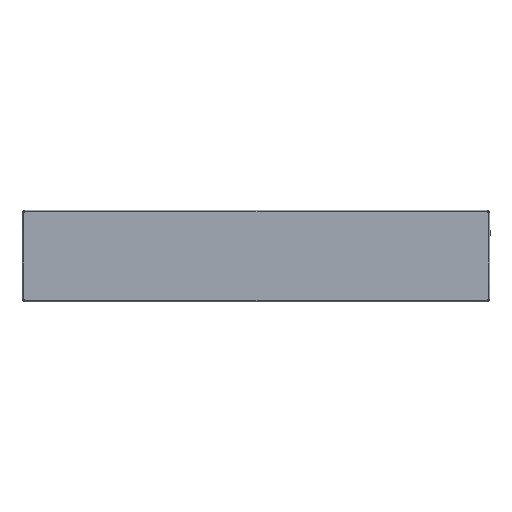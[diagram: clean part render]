
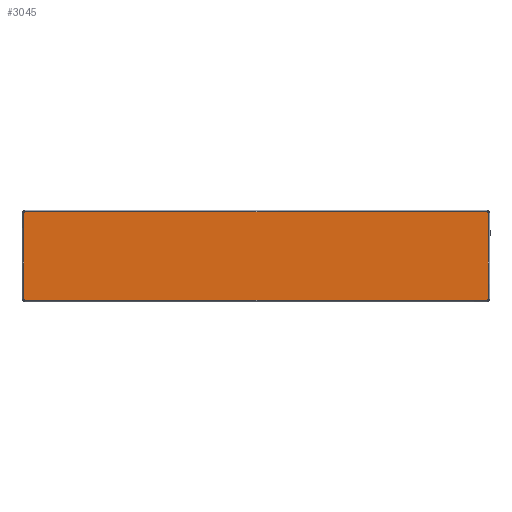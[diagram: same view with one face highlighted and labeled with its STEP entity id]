
A CAD part, top view. The second image highlights one B-rep face of the part: STEP entity #3045.
In plain terms, the highlighted planar face has unit normal (0, 0, 1).
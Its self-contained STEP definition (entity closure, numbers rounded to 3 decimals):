
#74 = LINE ( 'NONE', #1740, #617 ) ;
#145 = CARTESIAN_POINT ( 'NONE',  ( -499., -95., 0. ) ) ;
#162 = ORIENTED_EDGE ( 'NONE', *, *, #1472, .F. ) ;
#251 = AXIS2_PLACEMENT_3D ( 'NONE', #145, #3807, #3434 ) ;
#257 = VERTEX_POINT ( 'NONE', #3242 ) ;
#262 = AXIS2_PLACEMENT_3D ( 'NONE', #3420, #1454, #4027 ) ;
#387 = EDGE_CURVE ( 'NONE', #4245, #4163, #1739, .T. ) ;
#617 = VECTOR ( 'NONE', #2324, 1000. ) ;
#664 = LINE ( 'NONE', #3311, #2452 ) ;
#737 = ORIENTED_EDGE ( 'NONE', *, *, #797, .F. ) ;
#797 = EDGE_CURVE ( 'NONE', #4245, #1071, #3005, .T. ) ;
#844 = DIRECTION ( 'NONE',  ( 0., 0., 1. ) ) ;
#863 = ORIENTED_EDGE ( 'NONE', *, *, #2731, .T. ) ;
#867 = CARTESIAN_POINT ( 'NONE',  ( -499., -92.5, 0. ) ) ;
#871 = EDGE_LOOP ( 'NONE', ( #863, #4121, #2575, #162, #2216, #737, #3851, #1236 ) ) ;
#914 = DIRECTION ( 'NONE',  ( 0., 0., 1. ) ) ;
#1019 = AXIS2_PLACEMENT_3D ( 'NONE', #2441, #914, #2213 ) ;
#1045 = CARTESIAN_POINT ( 'NONE',  ( 499., -95., 0. ) ) ;
#1071 = VERTEX_POINT ( 'NONE', #3388 ) ;
#1236 = ORIENTED_EDGE ( 'NONE', *, *, #3931, .F. ) ;
#1339 = DIRECTION ( 'NONE',  ( 0., 1., 0. ) ) ;
#1361 = DIRECTION ( 'NONE',  ( -1., 0., 0. ) ) ;
#1454 = DIRECTION ( 'NONE',  ( 0., 0., -1. ) ) ;
#1472 = EDGE_CURVE ( 'NONE', #2257, #4106, #3832, .T. ) ;
#1563 = VERTEX_POINT ( 'NONE', #3555 ) ;
#1643 = EDGE_CURVE ( 'NONE', #4037, #4106, #664, .T. ) ;
#1732 = DIRECTION ( 'NONE',  ( 1., 0., 0. ) ) ;
#1739 = LINE ( 'NONE', #3409, #1757 ) ;
#1740 = CARTESIAN_POINT ( 'NONE',  ( -502., -95., 0. ) ) ;
#1757 = VECTOR ( 'NONE', #3042, 1000. ) ;
#1970 = CARTESIAN_POINT ( 'NONE',  ( 499., -92.5, 0. ) ) ;
#1994 = DIRECTION ( 'NONE',  ( 0., 0., 1. ) ) ;
#2115 = CARTESIAN_POINT ( 'NONE',  ( 496.5, 95., 0. ) ) ;
#2213 = DIRECTION ( 'NONE',  ( -1., 0., 0. ) ) ;
#2216 = ORIENTED_EDGE ( 'NONE', *, *, #3199, .T. ) ;
#2257 = VERTEX_POINT ( 'NONE', #2115 ) ;
#2324 = DIRECTION ( 'NONE',  ( 1., 0., 0. ) ) ;
#2441 = CARTESIAN_POINT ( 'NONE',  ( -499., 95., 0. ) ) ;
#2452 = VECTOR ( 'NONE', #1339, 1000. ) ;
#2465 = CARTESIAN_POINT ( 'NONE',  ( 499., 95., 0. ) ) ;
#2524 = CARTESIAN_POINT ( 'NONE',  ( 502., 95., 0. ) ) ;
#2575 = ORIENTED_EDGE ( 'NONE', *, *, #1643, .T. ) ;
#2728 = FACE_OUTER_BOUND ( 'NONE', #871, .T. ) ;
#2731 = EDGE_CURVE ( 'NONE', #1563, #257, #74, .T. ) ;
#2850 = DIRECTION ( 'NONE',  ( -1., 0., 0. ) ) ;
#2948 = CIRCLE ( 'NONE', #3297, 2.5 ) ;
#3005 = CIRCLE ( 'NONE', #1019, 2.5 ) ;
#3006 = VECTOR ( 'NONE', #2850, 1000. ) ;
#3042 = DIRECTION ( 'NONE',  ( 0., -1., 0. ) ) ;
#3045 = ADVANCED_FACE ( 'NONE', ( #2728 ), #3052, .F. ) ;
#3052 = PLANE ( 'NONE',  #262 ) ;
#3199 = EDGE_CURVE ( 'NONE', #2257, #1071, #3551, .T. ) ;
#3242 = CARTESIAN_POINT ( 'NONE',  ( 496.5, -95., 0. ) ) ;
#3297 = AXIS2_PLACEMENT_3D ( 'NONE', #1045, #1994, #1361 ) ;
#3311 = CARTESIAN_POINT ( 'NONE',  ( 499., -95., 0. ) ) ;
#3388 = CARTESIAN_POINT ( 'NONE',  ( -496.5, 95., 0. ) ) ;
#3409 = CARTESIAN_POINT ( 'NONE',  ( -499., 95., 0. ) ) ;
#3420 = CARTESIAN_POINT ( 'NONE',  ( 0., 0., 0. ) ) ;
#3434 = DIRECTION ( 'NONE',  ( 1., 0., 0. ) ) ;
#3488 = CIRCLE ( 'NONE', #251, 2.5 ) ;
#3551 = LINE ( 'NONE', #2524, #3006 ) ;
#3555 = CARTESIAN_POINT ( 'NONE',  ( -496.5, -95., 0. ) ) ;
#3807 = DIRECTION ( 'NONE',  ( 0., 0., 1. ) ) ;
#3832 = CIRCLE ( 'NONE', #3958, 2.5 ) ;
#3851 = ORIENTED_EDGE ( 'NONE', *, *, #387, .T. ) ;
#3931 = EDGE_CURVE ( 'NONE', #1563, #4163, #3488, .T. ) ;
#3958 = AXIS2_PLACEMENT_3D ( 'NONE', #2465, #844, #1732 ) ;
#3967 = CARTESIAN_POINT ( 'NONE',  ( 499., 92.5, 0. ) ) ;
#4027 = DIRECTION ( 'NONE',  ( -1., 0., 0. ) ) ;
#4037 = VERTEX_POINT ( 'NONE', #1970 ) ;
#4079 = EDGE_CURVE ( 'NONE', #4037, #257, #2948, .T. ) ;
#4096 = CARTESIAN_POINT ( 'NONE',  ( -499., 92.5, 0. ) ) ;
#4106 = VERTEX_POINT ( 'NONE', #3967 ) ;
#4121 = ORIENTED_EDGE ( 'NONE', *, *, #4079, .F. ) ;
#4163 = VERTEX_POINT ( 'NONE', #867 ) ;
#4245 = VERTEX_POINT ( 'NONE', #4096 ) ;
